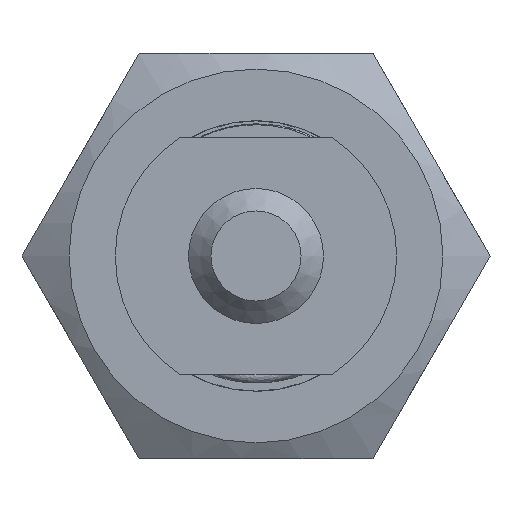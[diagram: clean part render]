
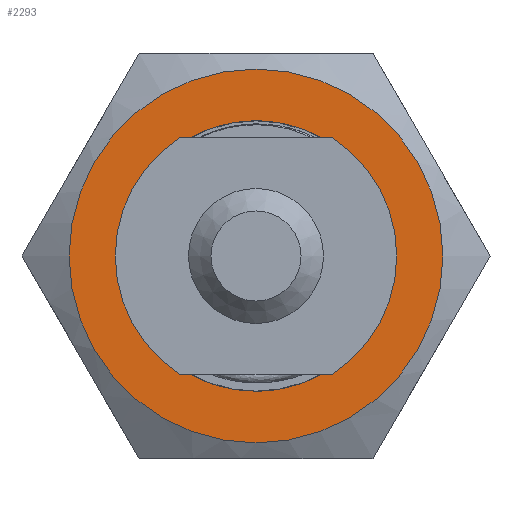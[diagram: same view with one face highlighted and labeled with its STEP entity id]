
A CAD part, left-side view. The second image highlights one B-rep face of the part: STEP entity #2293.
In plain terms, the highlighted planar face has unit normal (-1, 0, 0).
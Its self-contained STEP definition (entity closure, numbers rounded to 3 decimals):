
#119=FACE_BOUND('',#516,.T.);
#248=PLANE('',#2677);
#377=FACE_OUTER_BOUND('',#515,.T.);
#515=EDGE_LOOP('',(#1784,#1785));
#516=EDGE_LOOP('',(#1786));
#904=CIRCLE('',#2672,12.);
#908=CIRCLE('',#2678,16.6);
#909=CIRCLE('',#2679,16.6);
#1031=VERTEX_POINT('',#3720);
#1035=VERTEX_POINT('',#3732);
#1036=VERTEX_POINT('',#3733);
#1304=EDGE_CURVE('',#1031,#1031,#904,.T.);
#1310=EDGE_CURVE('',#1035,#1036,#908,.T.);
#1311=EDGE_CURVE('',#1036,#1035,#909,.T.);
#1784=ORIENTED_EDGE('',*,*,#1310,.T.);
#1785=ORIENTED_EDGE('',*,*,#1311,.T.);
#1786=ORIENTED_EDGE('',*,*,#1304,.F.);
#2293=ADVANCED_FACE('',(#377,#119),#248,.F.);
#2672=AXIS2_PLACEMENT_3D('',#3721,#3082,#3083);
#2677=AXIS2_PLACEMENT_3D('',#3731,#3094,#3095);
#2678=AXIS2_PLACEMENT_3D('',#3734,#3096,#3097);
#2679=AXIS2_PLACEMENT_3D('',#3735,#3098,#3099);
#3082=DIRECTION('center_axis',(-1.,0.,0.));
#3083=DIRECTION('ref_axis',(0.,0.,-1.));
#3094=DIRECTION('center_axis',(1.,0.,0.));
#3095=DIRECTION('ref_axis',(0.,0.,-1.));
#3096=DIRECTION('center_axis',(-1.,0.,0.));
#3097=DIRECTION('ref_axis',(0.,1.,0.));
#3098=DIRECTION('center_axis',(-1.,0.,0.));
#3099=DIRECTION('ref_axis',(0.,1.,0.));
#3720=CARTESIAN_POINT('',(0.,0.,12.));
#3721=CARTESIAN_POINT('Origin',(0.,0.,0.));
#3731=CARTESIAN_POINT('Origin',(0.,0.,0.));
#3732=CARTESIAN_POINT('',(0.,16.6,0.));
#3733=CARTESIAN_POINT('',(0.,-16.6,0.));
#3734=CARTESIAN_POINT('Origin',(0.,0.,0.));
#3735=CARTESIAN_POINT('Origin',(0.,0.,0.));
